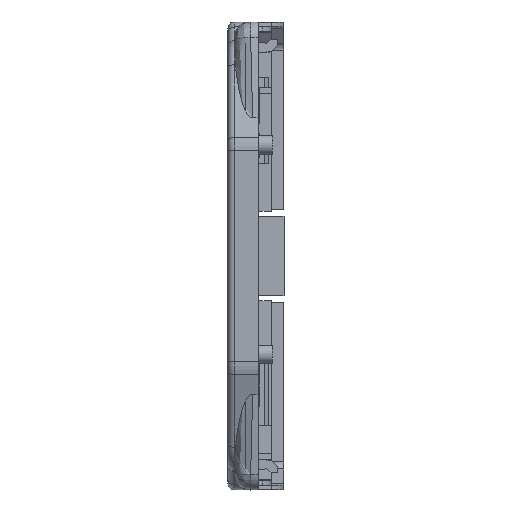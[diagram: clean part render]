
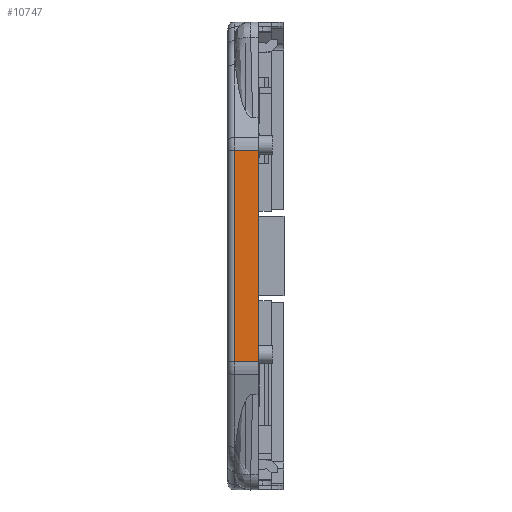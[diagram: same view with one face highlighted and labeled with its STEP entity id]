
A CAD part, left-side view. The second image highlights one B-rep face of the part: STEP entity #10747.
In plain terms, the highlighted planar face has unit normal (-1, 0, 0).
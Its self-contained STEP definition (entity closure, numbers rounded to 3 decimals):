
#966=FACE_OUTER_BOUND('',#1577,.T.);
#1577=EDGE_LOOP('',(#8575,#8576,#8577,#8578));
#2595=LINE('',#17356,#3661);
#2744=LINE('',#18262,#3810);
#2745=LINE('',#18265,#3811);
#2746=LINE('',#18266,#3812);
#3661=VECTOR('',#13274,10.);
#3810=VECTOR('',#13663,10.);
#3811=VECTOR('',#13666,10.);
#3812=VECTOR('',#13667,10.);
#4751=VERTEX_POINT('',#17353);
#4752=VERTEX_POINT('',#17355);
#4901=VERTEX_POINT('',#18260);
#4902=VERTEX_POINT('',#18264);
#6017=EDGE_CURVE('',#4752,#4751,#2595,.T.);
#6237=EDGE_CURVE('',#4901,#4751,#2744,.T.);
#6238=EDGE_CURVE('',#4901,#4902,#2745,.T.);
#6239=EDGE_CURVE('',#4902,#4752,#2746,.T.);
#8575=ORIENTED_EDGE('',*,*,#6237,.F.);
#8576=ORIENTED_EDGE('',*,*,#6238,.T.);
#8577=ORIENTED_EDGE('',*,*,#6239,.T.);
#8578=ORIENTED_EDGE('',*,*,#6017,.T.);
#10313=PLANE('',#11551);
#10747=ADVANCED_FACE('',(#966),#10313,.T.);
#11551=AXIS2_PLACEMENT_3D('',#18263,#13664,#13665);
#13274=DIRECTION('',(0.,0.,1.));
#13663=DIRECTION('',(0.,-1.,0.));
#13664=DIRECTION('center_axis',(-1.,0.,0.));
#13665=DIRECTION('ref_axis',(0.,0.,-1.));
#13666=DIRECTION('',(0.,0.,-1.));
#13667=DIRECTION('',(0.,-1.,0.));
#17353=CARTESIAN_POINT('',(-94.,-4.399,17.175));
#17355=CARTESIAN_POINT('',(-94.,-4.399,-17.175));
#17356=CARTESIAN_POINT('',(-94.,-4.399,8.588));
#18260=CARTESIAN_POINT('',(-94.,-0.5,17.175));
#18262=CARTESIAN_POINT('',(-94.,0.,17.175));
#18263=CARTESIAN_POINT('Origin',(-94.,0.,17.175));
#18264=CARTESIAN_POINT('',(-94.,-0.5,-17.175));
#18265=CARTESIAN_POINT('',(-94.,-0.5,0.));
#18266=CARTESIAN_POINT('',(-94.,0.,-17.175));
